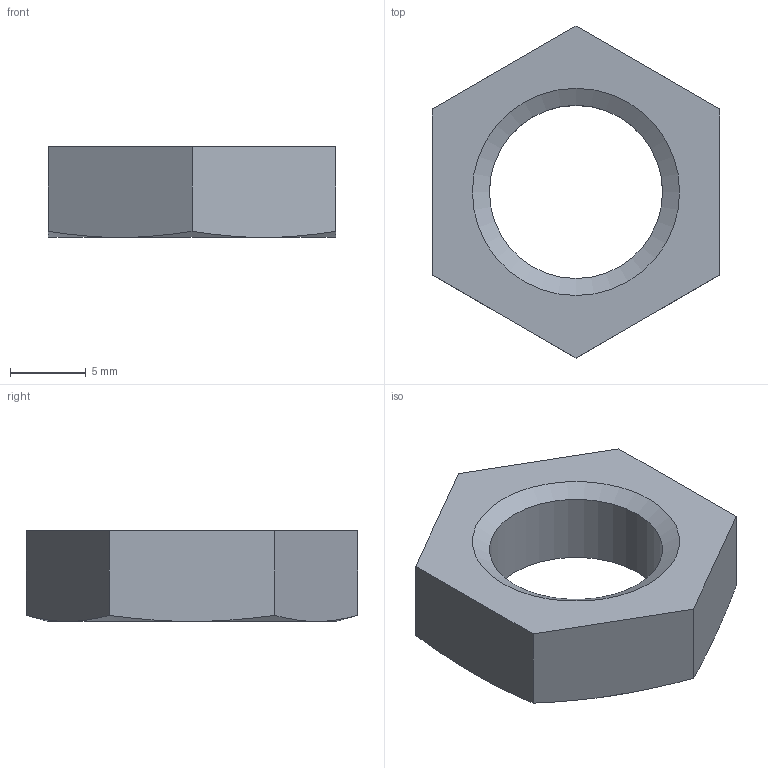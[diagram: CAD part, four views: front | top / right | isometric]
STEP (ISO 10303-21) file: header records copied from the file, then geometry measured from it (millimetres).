
FILE_DESCRIPTION((''),'2;1');
FILE_NAME('340328.stp','2014-10-15T14:22:35',(''),('KNOMI spol. s r. o.'),'Autodesk Inventor 2012','Autodesk Inventor 2012','');
FILE_SCHEMA(('AUTOMOTIVE_DESIGN { 1 2 10303 214 0 1 1 1 }'));
Length unit declared in the file: millimetre
Products named in the file (1): MX   G1/4
Bounding box: 19 x 21.94 x 6 mm (x, y, z)
Volume: 1227 mm3; surface area: 989.3 mm2
Topology: 1 solids, 1 shells, 17 faces, 39 edges, 24 vertices
Faces by surface type: cone 8, plane 8, cylinder 1
Full cylindrical faces by diameter (mm): 11.445 x1
Entity records: 460 total; most frequent: CARTESIAN_POINT 98, DIRECTION 68, ORIENTED_EDGE 68, EDGE_CURVE 34, AXIS2_PLACEMENT_3D 28, VERTEX_POINT 22, EDGE_LOOP 22, FACE_OUTER_BOUND 17
